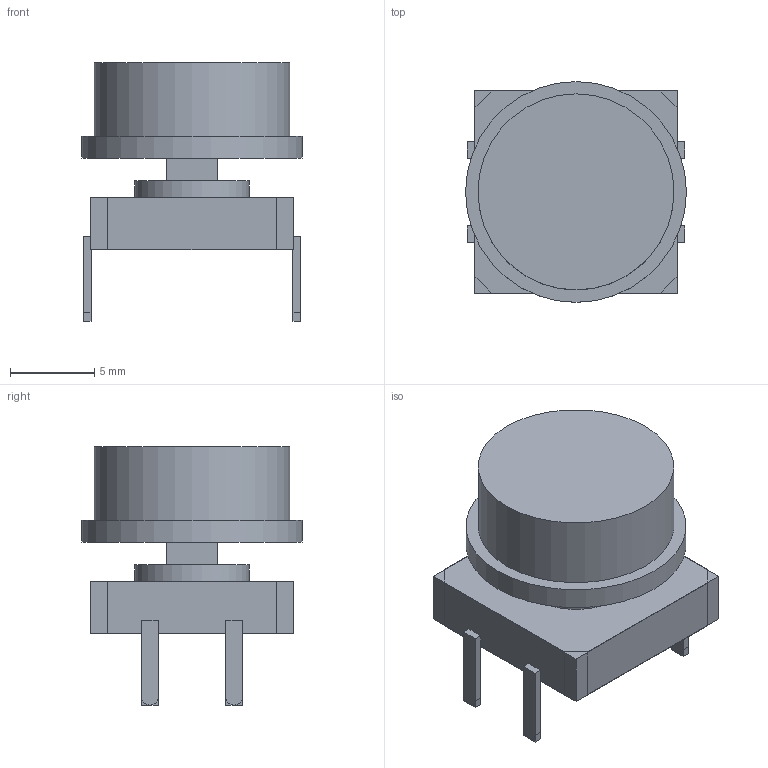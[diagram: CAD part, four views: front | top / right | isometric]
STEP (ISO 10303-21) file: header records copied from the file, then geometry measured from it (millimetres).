
FILE_DESCRIPTION(('FreeCAD Model'),'2;1');
FILE_NAME('Open CASCADE Shape Model','2022-01-09T14:07:51',( 'kicad StepUp'),('ksu MCAD'),'Open CASCADE STEP processor 7.5', 'FreeCAD','Unknown');
FILE_SCHEMA(('AUTOMOTIVE_DESIGN { 1 0 10303 214 1 1 1 1 }'));
Length unit declared in the file: millimetre
Products named in the file (1): Button
Bounding box: 13.1 x 13.1 x 15.31 mm (x, y, z)
Surface area: 7272.2 mm2
Topology: 12 solids, 12 shells, 395 faces, 1010 edges, 674 vertices
Faces by surface type: plane 343, cylinder 52
Full cylindrical faces by diameter (mm): 1.88 x5, 6.8 x10, 11.63 x2, 13.1 x3
Entity records: 12916 total; most frequent: CARTESIAN_POINT 2082, ORIENTED_EDGE 2016, DIRECTION 1908, EDGE_CURVE 1008, LINE 904, VECTOR 904, VERTEX_POINT 672, AXIS2_PLACEMENT_3D 502
